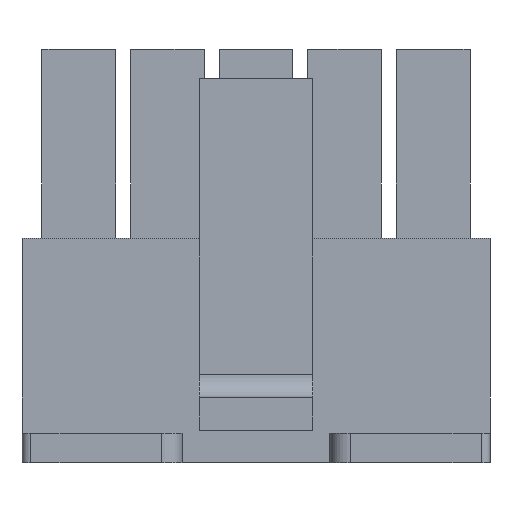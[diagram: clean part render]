
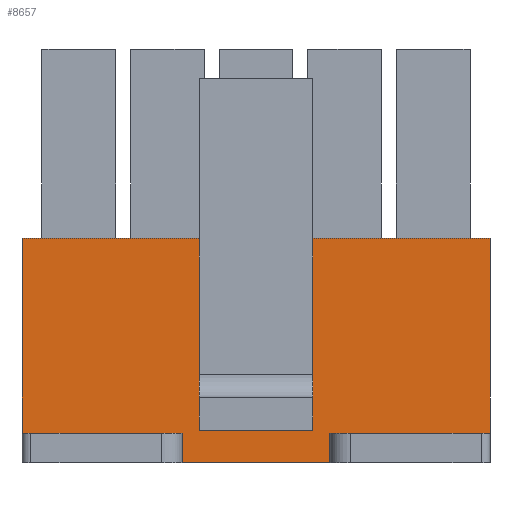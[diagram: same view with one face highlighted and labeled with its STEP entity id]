
A CAD part, left-side view. The second image highlights one B-rep face of the part: STEP entity #8657.
In plain terms, the highlighted planar face has unit normal (-1, 0, 0).
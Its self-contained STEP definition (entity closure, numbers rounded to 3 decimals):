
#1107=ORIENTED_EDGE('',*,*,#2543,.T.);
#1108=ORIENTED_EDGE('',*,*,#3347,.T.);
#1109=ORIENTED_EDGE('',*,*,#3348,.T.);
#1110=ORIENTED_EDGE('',*,*,#3349,.F.);
#1111=ORIENTED_EDGE('',*,*,#3350,.T.);
#1112=ORIENTED_EDGE('',*,*,#3351,.T.);
#1113=ORIENTED_EDGE('',*,*,#3352,.T.);
#1114=ORIENTED_EDGE('',*,*,#3353,.F.);
#1115=ORIENTED_EDGE('',*,*,#2556,.F.);
#1116=ORIENTED_EDGE('',*,*,#3354,.F.);
#1117=ORIENTED_EDGE('',*,*,#2550,.T.);
#1118=ORIENTED_EDGE('',*,*,#3355,.F.);
#1119=ORIENTED_EDGE('',*,*,#3356,.T.);
#1120=ORIENTED_EDGE('',*,*,#3357,.T.);
#1121=ORIENTED_EDGE('',*,*,#3358,.F.);
#1122=ORIENTED_EDGE('',*,*,#3359,.T.);
#2543=EDGE_CURVE('',#3780,#3784,#4576,.T.);
#2550=EDGE_CURVE('',#3788,#3790,#4581,.T.);
#2556=EDGE_CURVE('',#3795,#3796,#4587,.T.);
#3347=EDGE_CURVE('',#3784,#4406,#5378,.T.);
#3348=EDGE_CURVE('',#4406,#4407,#5379,.T.);
#3349=EDGE_CURVE('',#4408,#4407,#5380,.T.);
#3350=EDGE_CURVE('',#4408,#4409,#5381,.T.);
#3351=EDGE_CURVE('',#4409,#4410,#5382,.T.);
#3352=EDGE_CURVE('',#4410,#4411,#5383,.T.);
#3353=EDGE_CURVE('',#3780,#4411,#5384,.T.);
#3354=EDGE_CURVE('',#3788,#3795,#5385,.T.);
#3355=EDGE_CURVE('',#3796,#3790,#5386,.T.);
#3356=EDGE_CURVE('',#4412,#4413,#5387,.T.);
#3357=EDGE_CURVE('',#4413,#4414,#5388,.T.);
#3358=EDGE_CURVE('',#4415,#4414,#5389,.T.);
#3359=EDGE_CURVE('',#4415,#4412,#5390,.T.);
#3780=VERTEX_POINT('',#11677);
#3784=VERTEX_POINT('',#11685);
#3788=VERTEX_POINT('',#11696);
#3790=VERTEX_POINT('',#11700);
#3795=VERTEX_POINT('',#11713);
#3796=VERTEX_POINT('',#11715);
#4406=VERTEX_POINT('',#13277);
#4407=VERTEX_POINT('',#13279);
#4408=VERTEX_POINT('',#13281);
#4409=VERTEX_POINT('',#13283);
#4410=VERTEX_POINT('',#13285);
#4411=VERTEX_POINT('',#13287);
#4412=VERTEX_POINT('',#13292);
#4413=VERTEX_POINT('',#13293);
#4414=VERTEX_POINT('',#13295);
#4415=VERTEX_POINT('',#13297);
#4576=LINE('',#11686,#5795);
#4581=LINE('',#11701,#5800);
#4587=LINE('',#11714,#5806);
#5378=LINE('',#13276,#6597);
#5379=LINE('',#13278,#6598);
#5380=LINE('',#13280,#6599);
#5381=LINE('',#13282,#6600);
#5382=LINE('',#13284,#6601);
#5383=LINE('',#13286,#6602);
#5384=LINE('',#13288,#6603);
#5385=LINE('',#13289,#6604);
#5386=LINE('',#13290,#6605);
#5387=LINE('',#13291,#6606);
#5388=LINE('',#13294,#6607);
#5389=LINE('',#13296,#6608);
#5390=LINE('',#13298,#6609);
#5795=VECTOR('',#9479,1000.);
#5800=VECTOR('',#9492,1000.);
#5806=VECTOR('',#9502,1000.);
#6597=VECTOR('',#10615,1000.);
#6598=VECTOR('',#10616,1000.);
#6599=VECTOR('',#10617,1000.);
#6600=VECTOR('',#10618,1000.);
#6601=VECTOR('',#10619,1000.);
#6602=VECTOR('',#10620,1000.);
#6603=VECTOR('',#10621,1000.);
#6604=VECTOR('',#10622,1000.);
#6605=VECTOR('',#10623,1000.);
#6606=VECTOR('',#10624,1000.);
#6607=VECTOR('',#10625,1000.);
#6608=VECTOR('',#10626,1000.);
#6609=VECTOR('',#10627,1000.);
#7196=EDGE_LOOP('',(#1107,#1108,#1109,#1110,#1111,#1112,#1113,#1114));
#7197=EDGE_LOOP('',(#1115,#1116,#1117,#1118));
#7198=EDGE_LOOP('',(#1119,#1120,#1121,#1122));
#7707=FACE_BOUND('',#7196,.T.);
#7708=FACE_BOUND('',#7197,.T.);
#7709=FACE_BOUND('',#7198,.T.);
#8197=PLANE('',#9145);
#8657=ADVANCED_FACE('',(#7707,#7708,#7709),#8197,.T.);
#9145=AXIS2_PLACEMENT_3D('',#13275,#10613,#10614);
#9479=DIRECTION('',(0.,-1.,0.));
#9492=DIRECTION('',(0.,-1.,0.));
#9502=DIRECTION('',(0.,-1.,0.));
#10613=DIRECTION('',(-1.,0.,0.));
#10614=DIRECTION('',(0.,0.,1.));
#10615=DIRECTION('',(0.,0.,-1.));
#10616=DIRECTION('',(0.,-1.,0.));
#10617=DIRECTION('',(0.,0.,-1.));
#10618=DIRECTION('',(0.,-1.,0.));
#10619=DIRECTION('',(0.,0.,1.));
#10620=DIRECTION('',(0.,1.,0.));
#10621=DIRECTION('',(0.,0.,1.));
#10622=DIRECTION('',(0.,0.,-1.));
#10623=DIRECTION('',(0.,0.,1.));
#10624=DIRECTION('',(0.,-1.,0.));
#10625=DIRECTION('',(0.,0.,-1.));
#10626=DIRECTION('',(0.,-1.,0.));
#10627=DIRECTION('',(0.,0.,1.));
#11677=CARTESIAN_POINT('',(-3.815,7.925,-2.8));
#11685=CARTESIAN_POINT('',(-3.815,2.5,-2.8));
#11686=CARTESIAN_POINT('',(-3.815,7.925,-2.8));
#11696=CARTESIAN_POINT('',(-3.815,-1.075,3.68));
#11700=CARTESIAN_POINT('',(-3.815,-1.925,3.68));
#11701=CARTESIAN_POINT('',(-3.815,1.925,3.68));
#11713=CARTESIAN_POINT('',(-3.815,-1.075,2.03));
#11714=CARTESIAN_POINT('',(-3.815,1.925,2.03));
#11715=CARTESIAN_POINT('',(-3.815,-1.925,2.03));
#13275=CARTESIAN_POINT('',(-3.815,-7.925,-3.8));
#13276=CARTESIAN_POINT('',(-3.815,2.5,-1.516));
#13277=CARTESIAN_POINT('',(-3.815,2.5,-3.8));
#13278=CARTESIAN_POINT('',(-3.815,2.5,-3.8));
#13279=CARTESIAN_POINT('',(-3.815,-2.5,-3.8));
#13280=CARTESIAN_POINT('',(-3.815,-2.5,-1.516));
#13281=CARTESIAN_POINT('',(-3.815,-2.5,-2.8));
#13282=CARTESIAN_POINT('',(-3.815,7.925,-2.8));
#13283=CARTESIAN_POINT('',(-3.815,-7.925,-2.8));
#13284=CARTESIAN_POINT('',(-3.815,-7.925,-3.8));
#13285=CARTESIAN_POINT('',(-3.815,-7.925,3.8));
#13286=CARTESIAN_POINT('',(-3.815,-7.925,3.8));
#13287=CARTESIAN_POINT('',(-3.815,7.925,3.8));
#13288=CARTESIAN_POINT('',(-3.815,7.925,-3.8));
#13289=CARTESIAN_POINT('',(-3.815,-1.075,6.9));
#13290=CARTESIAN_POINT('',(-3.815,-1.925,3.68));
#13291=CARTESIAN_POINT('',(-3.815,1.925,3.68));
#13292=CARTESIAN_POINT('',(-3.815,1.925,3.68));
#13293=CARTESIAN_POINT('',(-3.815,1.075,3.68));
#13294=CARTESIAN_POINT('',(-3.815,1.075,6.9));
#13295=CARTESIAN_POINT('',(-3.815,1.075,2.03));
#13296=CARTESIAN_POINT('',(-3.815,1.925,2.03));
#13297=CARTESIAN_POINT('',(-3.815,1.925,2.03));
#13298=CARTESIAN_POINT('',(-3.815,1.925,3.68));
